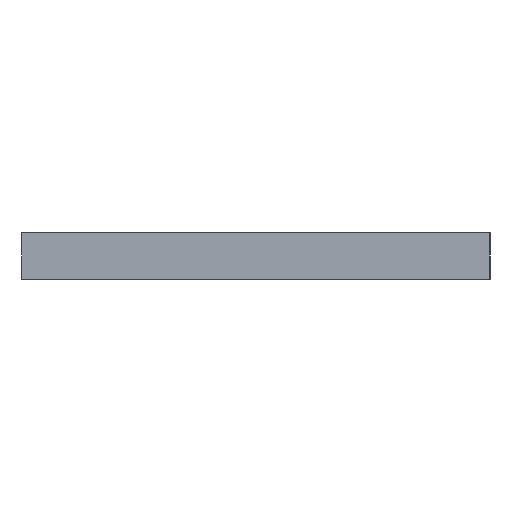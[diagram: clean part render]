
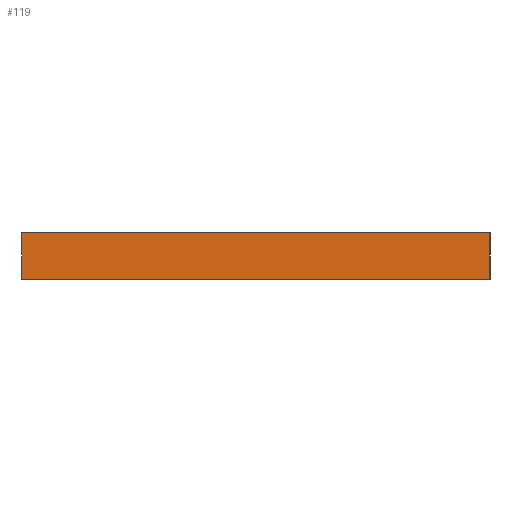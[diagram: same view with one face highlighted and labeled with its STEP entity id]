
A CAD part, left-side view. The second image highlights one B-rep face of the part: STEP entity #119.
In plain terms, the highlighted planar face has unit normal (-1, 0, 0).
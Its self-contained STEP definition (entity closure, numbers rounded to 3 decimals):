
#119 = ADVANCED_FACE( '', ( #218 ), #219, .F. );
#218 = FACE_OUTER_BOUND( '', #319, .T. );
#219 = PLANE( '', #320 );
#319 = EDGE_LOOP( '', ( #713, #714, #715, #716 ) );
#320 = AXIS2_PLACEMENT_3D( '', #717, #718, #719 );
#713 = ORIENTED_EDGE( '', *, *, #823, .T. );
#714 = ORIENTED_EDGE( '', *, *, #866, .F. );
#715 = ORIENTED_EDGE( '', *, *, #752, .F. );
#716 = ORIENTED_EDGE( '', *, *, #865, .T. );
#717 = CARTESIAN_POINT( '', ( 0., 20., 2. ) );
#718 = DIRECTION( '', ( 1., 0., 0. ) );
#719 = DIRECTION( '', ( 0., 0., -1. ) );
#752 = EDGE_CURVE( '', #901, #903, #904, .T. );
#823 = EDGE_CURVE( '', #982, #1041, #1043, .T. );
#865 = EDGE_CURVE( '', #901, #982, #1089, .T. );
#866 = EDGE_CURVE( '', #903, #1041, #1090, .T. );
#901 = VERTEX_POINT( '', #1139 );
#903 = VERTEX_POINT( '', #1142 );
#904 = LINE( '', #1143, #1144 );
#982 = VERTEX_POINT( '', #1251 );
#1041 = VERTEX_POINT( '', #1332 );
#1043 = LINE( '', #1335, #1336 );
#1089 = LINE( '', #1422, #1423 );
#1090 = LINE( '', #1424, #1425 );
#1139 = CARTESIAN_POINT( '', ( 0., 20., 2. ) );
#1142 = CARTESIAN_POINT( '', ( 0., 0., 2. ) );
#1143 = CARTESIAN_POINT( '', ( 0., 20., 2. ) );
#1144 = VECTOR( '', #1452, 1000. );
#1251 = CARTESIAN_POINT( '', ( 0., 20., 0. ) );
#1332 = CARTESIAN_POINT( '', ( 0., 0., 0. ) );
#1335 = CARTESIAN_POINT( '', ( 0., 20., 0. ) );
#1336 = VECTOR( '', #1559, 1000. );
#1422 = CARTESIAN_POINT( '', ( 0., 20., 2. ) );
#1423 = VECTOR( '', #1603, 1000. );
#1424 = CARTESIAN_POINT( '', ( 0., 0., 2. ) );
#1425 = VECTOR( '', #1604, 1000. );
#1452 = DIRECTION( '', ( 0., -1., 0. ) );
#1559 = DIRECTION( '', ( 0., -1., 0. ) );
#1603 = DIRECTION( '', ( 0., 0., -1. ) );
#1604 = DIRECTION( '', ( 0., 0., -1. ) );
